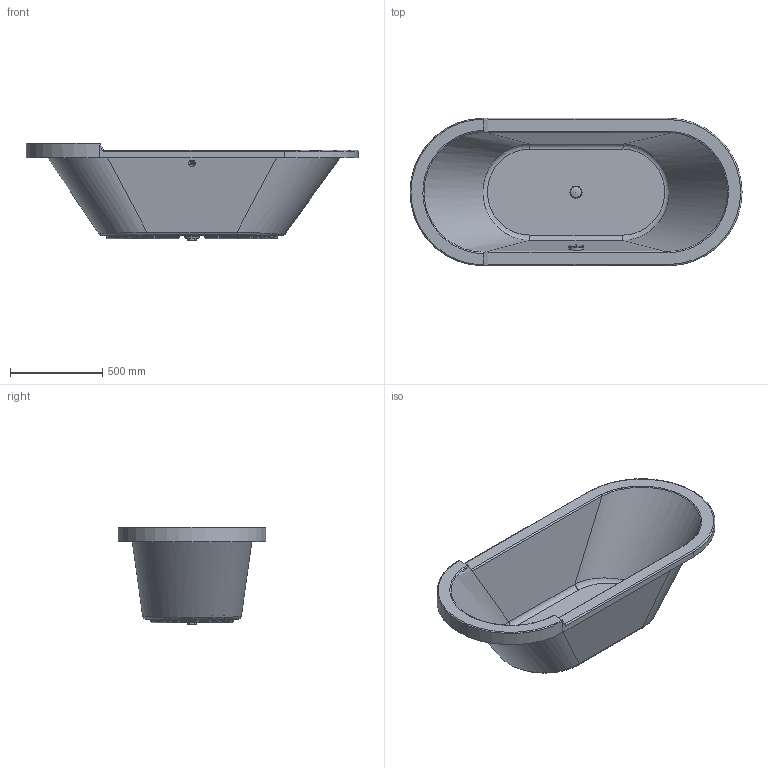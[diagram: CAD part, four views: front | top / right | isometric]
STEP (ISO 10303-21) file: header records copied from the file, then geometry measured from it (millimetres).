
FILE_DESCRIPTION((''),'2;1');
FILE_NAME('700009.stp','2010-05-18T22:22:04',('Andreas'),(''),'Autodesk Inventor 2009','Autodesk Inventor 2009','');
FILE_SCHEMA(('AUTOMOTIVE_DESIGN { 1 0 10303 214 1 1 1 1 }'));
Length unit declared in the file: millimetre
Products named in the file (5): 700009; Kelch; Stopfen; Verschluss_Ueberlauf
Assembly tree (4 placements, depth 2):
  700009
    700009
    Kelch
    Stopfen
    Verschluss_Ueberlauf
Bounding box: 1800 x 800 x 531 mm (x, y, z)
Volume: 27673589.9 mm3; surface area: 5306908.4 mm2
Topology: 4 solids, 4 shells, 132 faces, 325 edges, 206 vertices
Faces by surface type: plane 50, cylinder 43, bspline 27, torus 8, cone 4
Full cylindrical faces by diameter (mm): 15 x1, 35 x1, 42 x1, 44 x1, 52 x1, 60 x1, 74 x1, 79.999 x1
Entity records: 23059 total; most frequent: CARTESIAN_POINT 20081, ORIENTED_EDGE 600, DIRECTION 535, EDGE_CURVE 300, AXIS2_PLACEMENT_3D 201, VERTEX_POINT 200, EDGE_LOOP 162, VECTOR 133
